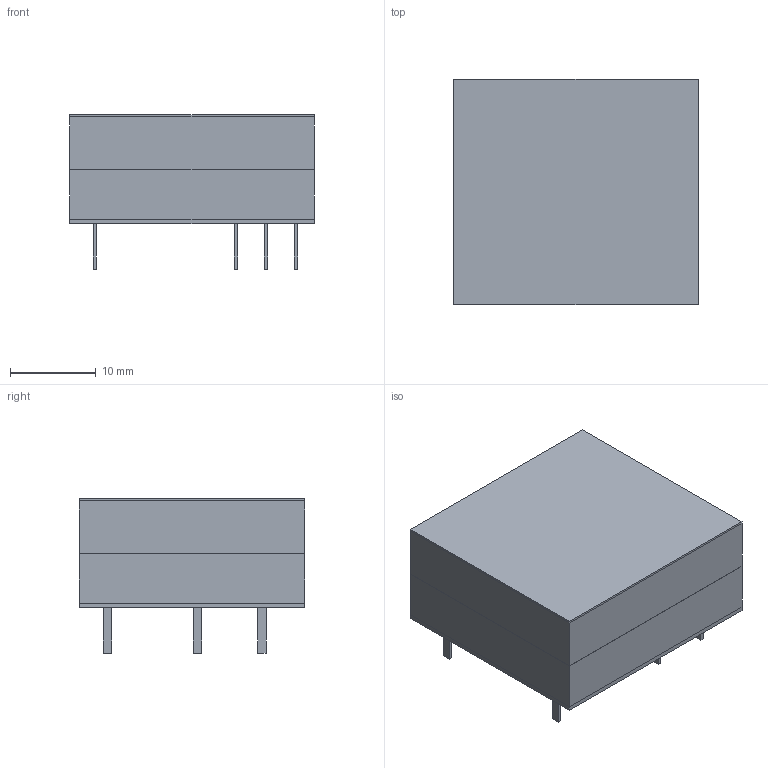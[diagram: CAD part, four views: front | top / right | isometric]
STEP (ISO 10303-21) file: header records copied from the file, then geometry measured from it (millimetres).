
FILE_DESCRIPTION(('FreeCAD Model'),'2;1');
FILE_NAME('Relay_SPDT_Finder_40.11.step','2018-01-14T15:56:46',('kicad StepUp'),( 'ksu MCAD'),'Open CASCADE STEP processor 6.8','FreeCAD','Unknown');
FILE_SCHEMA(('AUTOMOTIVE_DESIGN_CC2 { 1 2 10303 214 -1 1 5 4 }'));
Length unit declared in the file: millimetre
Products named in the file (1): Relay_SPDT_Finder_40.11
Bounding box: 28.5 x 26.3 x 18 mm (x, y, z)
Volume: 1872.1 mm3; surface area: 7464.7 mm2
Topology: 2 solids, 3 shells, 75 faces, 169 edges, 114 vertices
Faces by surface type: plane 72, cylinder 3
Full cylindrical faces by diameter (mm): 7.4 x1, 8 x2
Entity records: 1429 total; most frequent: ORIENTED_EDGE 289, EDGE_CURVE 169, LINE 159, CARTESIAN_POINT 145, VERTEX_POINT 114, FACE_BOUND 89, EDGE_LOOP 89, ADVANCED_FACE 75
